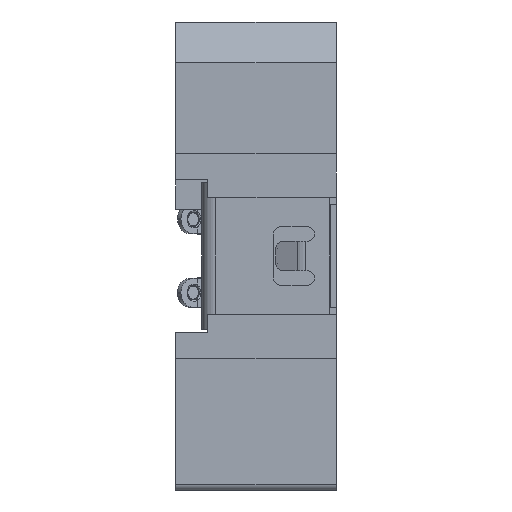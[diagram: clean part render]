
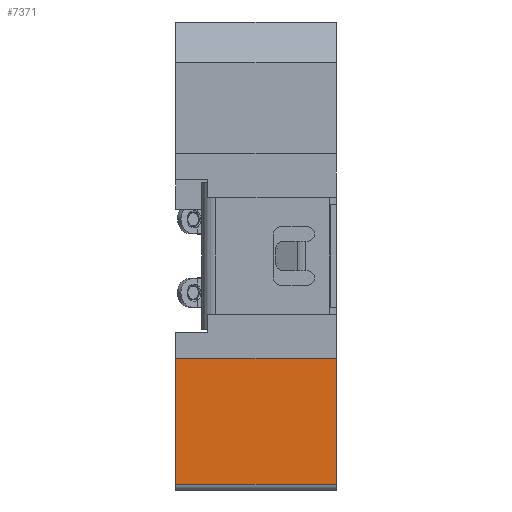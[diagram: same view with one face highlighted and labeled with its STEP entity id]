
A CAD part, left-side view. The second image highlights one B-rep face of the part: STEP entity #7371.
In plain terms, the highlighted planar face has unit normal (-1, 0, 0).
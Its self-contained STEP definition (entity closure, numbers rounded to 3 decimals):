
#441 = VECTOR ( 'NONE', #3281, 1000. ) ;
#761 = CARTESIAN_POINT ( 'NONE',  ( -11., 5.5, -3.5 ) ) ;
#1302 = CARTESIAN_POINT ( 'NONE',  ( -11., -32.684, -7.8 ) ) ;
#1357 = CARTESIAN_POINT ( 'NONE',  ( -11., -32.684, -3.5 ) ) ;
#1442 = VERTEX_POINT ( 'NONE', #6595 ) ;
#1575 = VECTOR ( 'NONE', #8270, 1000. ) ;
#2000 = LINE ( 'NONE', #2796, #10037 ) ;
#2490 = CARTESIAN_POINT ( 'NONE',  ( -11., 0., -7.8 ) ) ;
#2796 = CARTESIAN_POINT ( 'NONE',  ( -11., 0., -3.5 ) ) ;
#3168 = EDGE_CURVE ( 'NONE', #1442, #5233, #9806, .T. ) ;
#3236 = DIRECTION ( 'NONE',  ( 0., -1., 0. ) ) ;
#3281 = DIRECTION ( 'NONE',  ( 0., 1., 0. ) ) ;
#4040 = VERTEX_POINT ( 'NONE', #11947 ) ;
#4449 = LINE ( 'NONE', #11114, #1575 ) ;
#4541 = PLANE ( 'NONE',  #10253 ) ;
#4695 = DIRECTION ( 'NONE',  ( 0., 0., -1. ) ) ;
#5198 = LINE ( 'NONE', #1302, #7883 ) ;
#5233 = VERTEX_POINT ( 'NONE', #761 ) ;
#5730 = EDGE_CURVE ( 'NONE', #1442, #9177, #2000, .T. ) ;
#5742 = ORIENTED_EDGE ( 'NONE', *, *, #3168, .T. ) ;
#6015 = EDGE_CURVE ( 'NONE', #4040, #5233, #4449, .T. ) ;
#6165 = DIRECTION ( 'NONE',  ( -1., 0., 0. ) ) ;
#6391 = EDGE_CURVE ( 'NONE', #4040, #9177, #5198, .T. ) ;
#6595 = CARTESIAN_POINT ( 'NONE',  ( -11., 0., -3.5 ) ) ;
#6887 = ORIENTED_EDGE ( 'NONE', *, *, #6391, .T. ) ;
#7269 = FACE_OUTER_BOUND ( 'NONE', #7841, .T. ) ;
#7371 = ADVANCED_FACE ( 'NONE', ( #7269 ), #4541, .T. ) ;
#7387 = CARTESIAN_POINT ( 'NONE',  ( -11., -32.684, -3.5 ) ) ;
#7841 = EDGE_LOOP ( 'NONE', ( #11866, #6887, #10903, #5742 ) ) ;
#7883 = VECTOR ( 'NONE', #3236, 1000. ) ;
#8270 = DIRECTION ( 'NONE',  ( 0., 0., 1. ) ) ;
#9177 = VERTEX_POINT ( 'NONE', #2490 ) ;
#9806 = LINE ( 'NONE', #1357, #441 ) ;
#9917 = DIRECTION ( 'NONE',  ( 0., 0., 1. ) ) ;
#10037 = VECTOR ( 'NONE', #4695, 1000. ) ;
#10253 = AXIS2_PLACEMENT_3D ( 'NONE', #7387, #6165, #9917 ) ;
#10903 = ORIENTED_EDGE ( 'NONE', *, *, #5730, .F. ) ;
#11114 = CARTESIAN_POINT ( 'NONE',  ( -11., 5.5, -3.5 ) ) ;
#11866 = ORIENTED_EDGE ( 'NONE', *, *, #6015, .F. ) ;
#11947 = CARTESIAN_POINT ( 'NONE',  ( -11., 5.5, -7.8 ) ) ;
